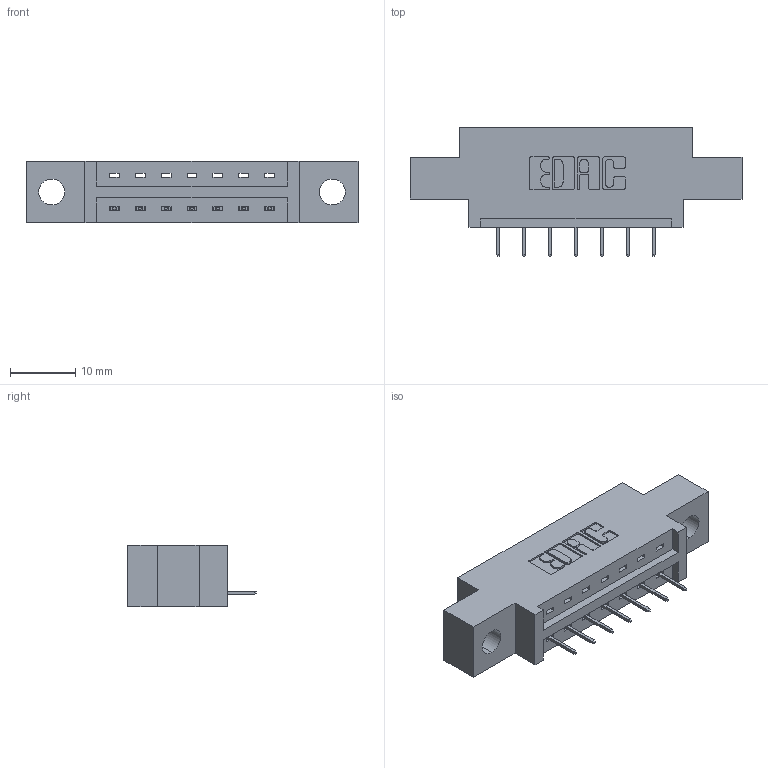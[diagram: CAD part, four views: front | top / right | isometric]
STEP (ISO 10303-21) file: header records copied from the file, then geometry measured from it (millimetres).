
FILE_DESCRIPTION (( 'STEP AP203' ), '1' );
FILE_NAME ('337-007-524-604.STEP', '2018-08-03T20:04:12', ( '' ), ( '' ), 'SwSTEP 2.0', 'SolidWorks 2016', '' );
FILE_SCHEMA (( 'CONFIG_CONTROL_DESIGN' ));
Length unit declared in the file: inch
Products named in the file (3): 337 Part_0.170 Offset - 0.156 Dia-TH; 345-292-001_345-293-124; 337-007-524-604
Assembly tree (8 placements, depth 2):
  337-007-524-604
    337 Part_0.170 Offset - 0.156 Dia-TH
    345-292-001_345-293-124  x7
Bounding box: 50.75 x 19.69 x 9.4 mm (x, y, z)
Volume: 4603.5 mm3; surface area: 4357.3 mm2
Topology: 8 solids, 8 shells, 580 faces, 1667 edges, 1082 vertices
Faces by surface type: plane 438, cylinder 142
Entity records: 9939 total; most frequent: CARTESIAN_POINT 1735, ORIENTED_EDGE 1678, DIRECTION 1533, EDGE_CURVE 839, LINE 715, VECTOR 715, VERTEX_POINT 554, AXIS2_PLACEMENT_3D 409
